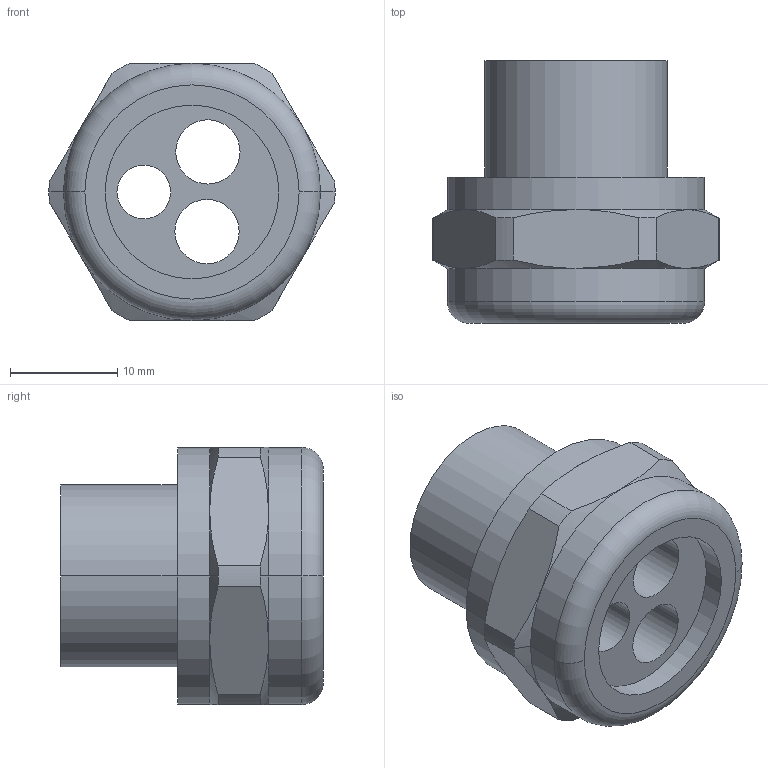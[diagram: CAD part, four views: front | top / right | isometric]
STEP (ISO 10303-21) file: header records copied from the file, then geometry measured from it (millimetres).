
FILE_DESCRIPTION(('Creo Elements/Direct Modeling STEP Export'),'2;1');
FILE_NAME('model.stp','2020-11-02T 6:49:09',(''),(''),'Creo Elements/Direct Modeling STEP processor for AP214 (Solid Model)','Creo Elements/Direct Modeling 20.1A 29-Sep-2018 (C) Parametric Technology GmbH','');
FILE_SCHEMA(('AUTOMOTIVE_DESIGN { 1 0 10303 214 1 1 1 1 }'));
Length unit declared in the file: millimetre
Products named in the file (2): VC-M-KV-PG16_1X5-2X6
Assembly tree (1 placements, depth 2):
  VC-M-KV-PG16_1X5-2X6
    VC-M-KV-PG16_1X5-2X6
Bounding box: 26.7 x 24.5 x 24 mm (x, y, z)
Volume: 5500.8 mm3; surface area: 5060.6 mm2
Topology: 1 solids, 1 shells, 54 faces, 131 edges, 83 vertices
Faces by surface type: cylinder 24, cone 16, plane 12, torus 2
Entity records: 2595 total; most frequent: CARTESIAN_POINT 1016, ORIENTED_EDGE 262, DIRECTION 182, EDGE_CURVE 131, VERTEX_POINT 83, AXIS2_PLACEMENT_3D 74, EDGE_LOOP 64, COLOUR_RGB 55
